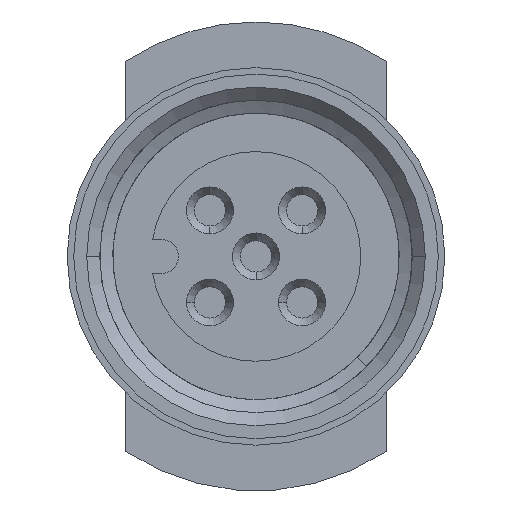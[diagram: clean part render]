
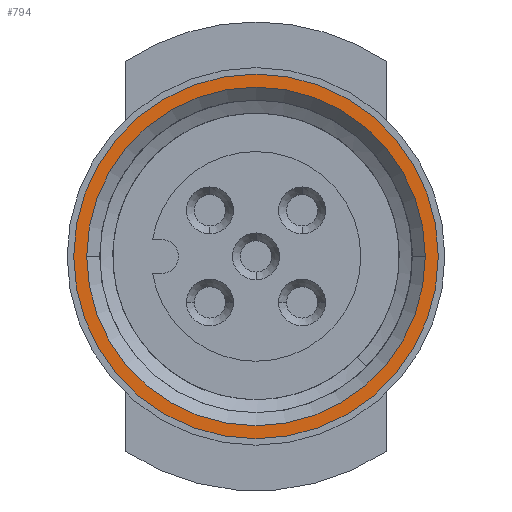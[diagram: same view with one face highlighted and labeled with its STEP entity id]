
A CAD part, left-side view. The second image highlights one B-rep face of the part: STEP entity #794.
In plain terms, the highlighted planar face has unit normal (-1, 0, 0).
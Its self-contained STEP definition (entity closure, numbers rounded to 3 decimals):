
#558 = EDGE_LOOP ( 'NONE', ( #3746, #9804 ) ) ;
#599 = EDGE_LOOP ( 'NONE', ( #3030, #8081 ) ) ;
#794 = ADVANCED_FACE ( 'NONE', ( #8250, #2920 ), #9035, .T. ) ;
#1403 = CARTESIAN_POINT ( 'NONE',  ( -12.1, -6.5, 0. ) ) ;
#1852 = AXIS2_PLACEMENT_3D ( 'NONE', #9016, #9049, #9079 ) ;
#1937 = DIRECTION ( 'NONE',  ( 0., 0., -1. ) ) ;
#2610 = AXIS2_PLACEMENT_3D ( 'NONE', #10730, #4647, #11725 ) ;
#2920 = FACE_BOUND ( 'NONE', #599, .T. ) ;
#3030 = ORIENTED_EDGE ( 'NONE', *, *, #6624, .T. ) ;
#3365 = DIRECTION ( 'NONE',  ( 1., 0., 0. ) ) ;
#3537 = VERTEX_POINT ( 'NONE', #8725 ) ;
#3587 = CARTESIAN_POINT ( 'NONE',  ( -12.1, 0., 0. ) ) ;
#3746 = ORIENTED_EDGE ( 'NONE', *, *, #8932, .T. ) ;
#3919 = VERTEX_POINT ( 'NONE', #4113 ) ;
#4113 = CARTESIAN_POINT ( 'NONE',  ( -12.1, 0., -7. ) ) ;
#4482 = CIRCLE ( 'NONE', #4850, 7. ) ;
#4576 = DIRECTION ( 'NONE',  ( 0., 0., -1. ) ) ;
#4647 = DIRECTION ( 'NONE',  ( 1., 0., 0. ) ) ;
#4661 = CIRCLE ( 'NONE', #2610, 6.5 ) ;
#4850 = AXIS2_PLACEMENT_3D ( 'NONE', #11800, #5730, #1937 ) ;
#5730 = DIRECTION ( 'NONE',  ( -1., 0., 0. ) ) ;
#6624 = EDGE_CURVE ( 'NONE', #7663, #9353, #4661, .T. ) ;
#7262 = CARTESIAN_POINT ( 'NONE',  ( -12.1, 6.5, 0. ) ) ;
#7358 = EDGE_CURVE ( 'NONE', #9353, #7663, #9919, .T. ) ;
#7663 = VERTEX_POINT ( 'NONE', #1403 ) ;
#8075 = CIRCLE ( 'NONE', #10871, 7. ) ;
#8081 = ORIENTED_EDGE ( 'NONE', *, *, #7358, .T. ) ;
#8250 = FACE_OUTER_BOUND ( 'NONE', #558, .T. ) ;
#8725 = CARTESIAN_POINT ( 'NONE',  ( -12.1, 0., 7. ) ) ;
#8873 = AXIS2_PLACEMENT_3D ( 'NONE', #9414, #3365, #10424 ) ;
#8932 = EDGE_CURVE ( 'NONE', #3919, #3537, #4482, .T. ) ;
#9016 = CARTESIAN_POINT ( 'NONE',  ( -12.1, 0., 0. ) ) ;
#9035 = PLANE ( 'NONE',  #1852 ) ;
#9049 = DIRECTION ( 'NONE',  ( -1., 0., 0. ) ) ;
#9079 = DIRECTION ( 'NONE',  ( 0., 0., 1. ) ) ;
#9353 = VERTEX_POINT ( 'NONE', #7262 ) ;
#9414 = CARTESIAN_POINT ( 'NONE',  ( -12.1, 0., 0. ) ) ;
#9804 = ORIENTED_EDGE ( 'NONE', *, *, #9936, .T. ) ;
#9919 = CIRCLE ( 'NONE', #8873, 6.5 ) ;
#9936 = EDGE_CURVE ( 'NONE', #3537, #3919, #8075, .T. ) ;
#10424 = DIRECTION ( 'NONE',  ( 0., -1., 0. ) ) ;
#10643 = DIRECTION ( 'NONE',  ( -1., 0., 0. ) ) ;
#10730 = CARTESIAN_POINT ( 'NONE',  ( -12.1, 0., 0. ) ) ;
#10871 = AXIS2_PLACEMENT_3D ( 'NONE', #3587, #10643, #4576 ) ;
#11725 = DIRECTION ( 'NONE',  ( 0., -1., 0. ) ) ;
#11800 = CARTESIAN_POINT ( 'NONE',  ( -12.1, 0., 0. ) ) ;
